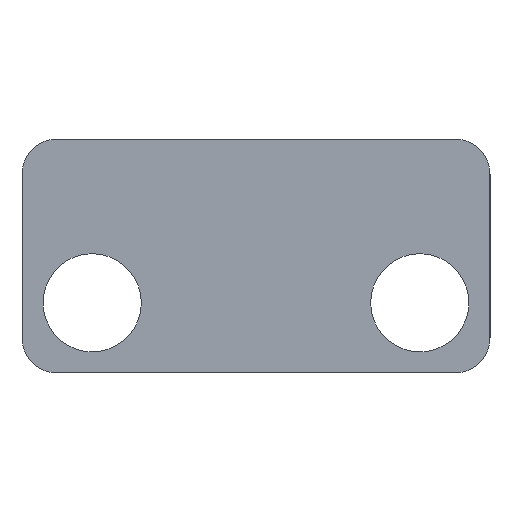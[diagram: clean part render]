
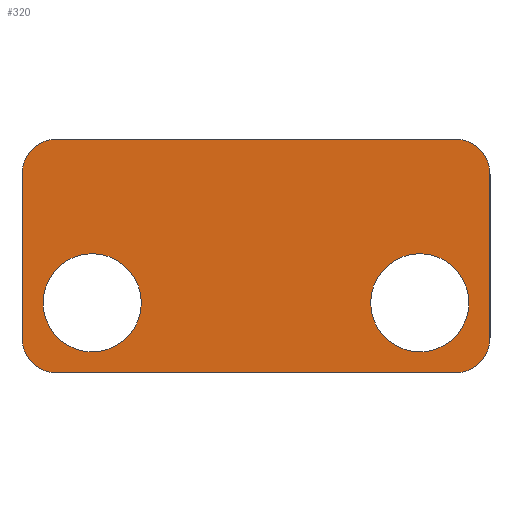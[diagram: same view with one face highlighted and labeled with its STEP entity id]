
A CAD part, left-side view. The second image highlights one B-rep face of the part: STEP entity #320.
In plain terms, the highlighted planar face has unit normal (-1, 0, 0).
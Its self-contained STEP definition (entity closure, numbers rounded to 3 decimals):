
#25=FACE_BOUND('',#75,.T.);
#26=FACE_BOUND('',#76,.T.);
#32=PLANE('',#370);
#48=FACE_OUTER_BOUND('',#74,.T.);
#74=EDGE_LOOP('',(#285,#286,#287,#288,#289,#290,#291,#292));
#75=EDGE_LOOP('',(#293));
#76=EDGE_LOOP('',(#294));
#83=LINE('',#507,#105);
#88=LINE('',#521,#110);
#92=LINE('',#533,#114);
#96=LINE('',#545,#118);
#105=VECTOR('',#417,10.);
#110=VECTOR('',#430,10.);
#114=VECTOR('',#442,10.);
#118=VECTOR('',#454,10.);
#130=CIRCLE('',#349,2.1);
#132=CIRCLE('',#352,2.1);
#133=CIRCLE('',#355,1.5);
#135=CIRCLE('',#359,1.5);
#137=CIRCLE('',#363,1.5);
#139=CIRCLE('',#367,1.5);
#150=VERTEX_POINT('',#495);
#152=VERTEX_POINT('',#501);
#153=VERTEX_POINT('',#505);
#154=VERTEX_POINT('',#506);
#157=VERTEX_POINT('',#514);
#159=VERTEX_POINT('',#520);
#161=VERTEX_POINT('',#526);
#163=VERTEX_POINT('',#532);
#165=VERTEX_POINT('',#538);
#167=VERTEX_POINT('',#544);
#183=EDGE_CURVE('',#150,#150,#130,.T.);
#186=EDGE_CURVE('',#152,#152,#132,.T.);
#187=EDGE_CURVE('',#153,#154,#83,.T.);
#191=EDGE_CURVE('',#157,#154,#133,.T.);
#194=EDGE_CURVE('',#157,#159,#88,.T.);
#197=EDGE_CURVE('',#161,#159,#135,.T.);
#200=EDGE_CURVE('',#161,#163,#92,.T.);
#203=EDGE_CURVE('',#165,#163,#137,.T.);
#206=EDGE_CURVE('',#165,#167,#96,.T.);
#209=EDGE_CURVE('',#153,#167,#139,.T.);
#285=ORIENTED_EDGE('',*,*,#209,.F.);
#286=ORIENTED_EDGE('',*,*,#187,.T.);
#287=ORIENTED_EDGE('',*,*,#191,.F.);
#288=ORIENTED_EDGE('',*,*,#194,.T.);
#289=ORIENTED_EDGE('',*,*,#197,.F.);
#290=ORIENTED_EDGE('',*,*,#200,.T.);
#291=ORIENTED_EDGE('',*,*,#203,.F.);
#292=ORIENTED_EDGE('',*,*,#206,.T.);
#293=ORIENTED_EDGE('',*,*,#186,.F.);
#294=ORIENTED_EDGE('',*,*,#183,.F.);
#320=ADVANCED_FACE('',(#48,#25,#26),#32,.F.);
#349=AXIS2_PLACEMENT_3D('',#497,#406,#407);
#352=AXIS2_PLACEMENT_3D('',#503,#413,#414);
#355=AXIS2_PLACEMENT_3D('',#515,#423,#424);
#359=AXIS2_PLACEMENT_3D('',#527,#435,#436);
#363=AXIS2_PLACEMENT_3D('',#539,#447,#448);
#367=AXIS2_PLACEMENT_3D('',#550,#459,#460);
#370=AXIS2_PLACEMENT_3D('',#553,#465,#466);
#406=DIRECTION('center_axis',(-1.,0.,0.));
#407=DIRECTION('ref_axis',(0.,-1.,0.));
#413=DIRECTION('center_axis',(-1.,0.,0.));
#414=DIRECTION('ref_axis',(0.,-1.,0.));
#417=DIRECTION('',(0.,1.,0.));
#423=DIRECTION('center_axis',(1.,0.,0.));
#424=DIRECTION('ref_axis',(0.,1.,0.));
#430=DIRECTION('',(0.,0.,-1.));
#435=DIRECTION('center_axis',(1.,0.,0.));
#436=DIRECTION('ref_axis',(0.,0.,-1.));
#442=DIRECTION('',(0.,-1.,0.));
#447=DIRECTION('center_axis',(1.,0.,0.));
#448=DIRECTION('ref_axis',(0.,-1.,0.));
#454=DIRECTION('',(0.,0.,1.));
#459=DIRECTION('center_axis',(1.,0.,0.));
#460=DIRECTION('ref_axis',(0.,0.,1.));
#465=DIRECTION('center_axis',(1.,0.,0.));
#466=DIRECTION('ref_axis',(0.,-1.,0.));
#495=CARTESIAN_POINT('',(-125.,9.1,3.));
#497=CARTESIAN_POINT('Origin',(-125.,7.,3.));
#501=CARTESIAN_POINT('',(-125.,-4.9,3.));
#503=CARTESIAN_POINT('Origin',(-125.,-7.,3.));
#505=CARTESIAN_POINT('',(-125.,-8.5,10.));
#506=CARTESIAN_POINT('',(-125.,8.5,10.));
#507=CARTESIAN_POINT('',(-125.,-8.5,10.));
#514=CARTESIAN_POINT('',(-125.,10.,8.5));
#515=CARTESIAN_POINT('Origin',(-125.,8.5,8.5));
#520=CARTESIAN_POINT('',(-125.,10.,1.5));
#521=CARTESIAN_POINT('',(-125.,10.,8.5));
#526=CARTESIAN_POINT('',(-125.,8.5,0.));
#527=CARTESIAN_POINT('Origin',(-125.,8.5,1.5));
#532=CARTESIAN_POINT('',(-125.,-8.5,0.));
#533=CARTESIAN_POINT('',(-125.,8.5,0.));
#538=CARTESIAN_POINT('',(-125.,-10.,1.5));
#539=CARTESIAN_POINT('Origin',(-125.,-8.5,1.5));
#544=CARTESIAN_POINT('',(-125.,-10.,8.5));
#545=CARTESIAN_POINT('',(-125.,-10.,1.5));
#550=CARTESIAN_POINT('Origin',(-125.,-8.5,8.5));
#553=CARTESIAN_POINT('Origin',(-125.,0.,5.));
